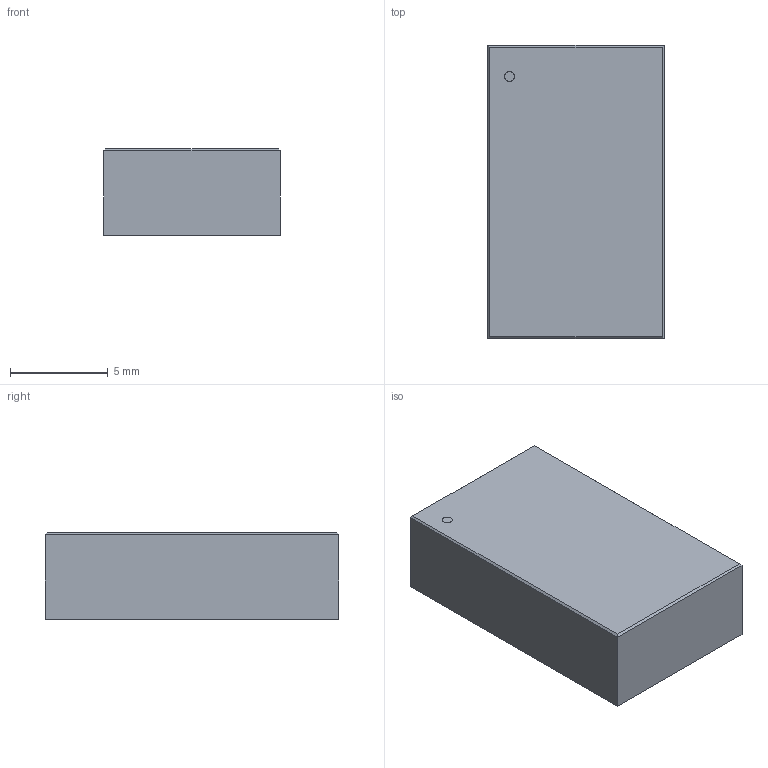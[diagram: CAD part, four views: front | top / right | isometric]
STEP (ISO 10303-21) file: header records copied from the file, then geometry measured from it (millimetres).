
FILE_DESCRIPTION((''),'2;1');
FILE_NAME('LGA70S127P7X11_900X1500X442.stp','2009-11-09T11:21:52',(''),(''),'Mechanical Desktop 2006','Mechanical Desktop 2006',', , ');
FILE_SCHEMA(('AUTOMOTIVE_DESIGN { 1 2 10303 214 0 1 1 1 }'));
Length unit declared in the file: millimetre
Products named in the file (1): Product
Bounding box: 9 x 15 x 4.42 mm (x, y, z)
Volume: 596.5 mm3; surface area: 571.8 mm2
Topology: 72 solids, 72 shells, 783 faces, 1704 edges, 1140 vertices
Faces by surface type: plane 775, cylinder 8
Entity records: 20903 total; most frequent: CARTESIAN_POINT 3624, ORIENTED_EDGE 3400, DIRECTION 3288, EDGE_CURVE 1700, VECTOR 1688, LINE 1688, VERTEX_POINT 1132, EDGE_LOOP 854
